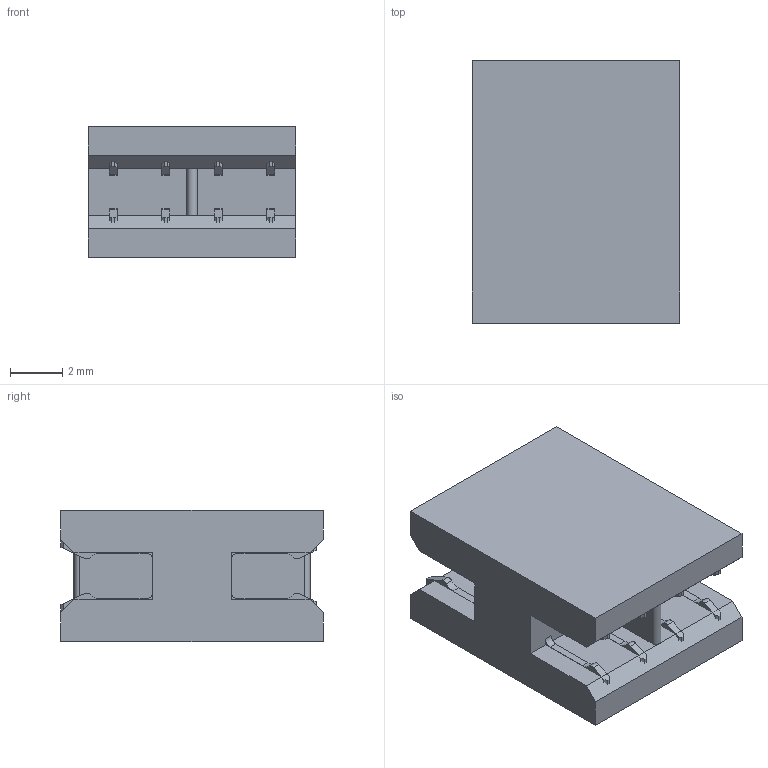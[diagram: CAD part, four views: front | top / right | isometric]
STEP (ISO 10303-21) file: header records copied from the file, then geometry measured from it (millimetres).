
FILE_DESCRIPTION(/* description */ ('STEP AP242','CAx-IF Rec.Pracs.---Representation and Presentation of Product Manufacturing Information (PMI)---4.0---2014-10-13','CAx-IF Rec.Pracs.---3D Tessellated Geometry---0.4---2014-09-14','2;1'),/* implementation_level */ '2;1');
FILE_NAME(/* name */ '009159008061911',/* time_stamp */ '2025-12-28T08:12:00+01:00',/* author */ ('License CC BY-ND 4.0'),/* organization */ ('CADENAS'),/* preprocessor_version */ 'ST-DEVELOPER v20',/* originating_system */ 'PARTsolutions',/* authorisation */ ' ');
FILE_SCHEMA (('AP242_MANAGED_MODEL_BASED_3D_ENGINEERING_MIM_LF { 1 0 10303 442 1 1 4 }'));
Length unit declared in the file: millimetre
Products named in the file (3): 009159008061911; 00-9159-008-0-61-9-1-1-b; 00-9159-008-0-61-9-1-1-c
Assembly tree (2 placements, depth 2):
  009159008061911
    00-9159-008-0-61-9-1-1-b
    00-9159-008-0-61-9-1-1-c
Bounding box: 7.9 x 10 x 5 mm (x, y, z)
Volume: 356.6 mm3; surface area: 625.2 mm2
Topology: 2 solids, 2 shells, 208 faces, 608 edges, 404 vertices
Faces by surface type: plane 157, cylinder 51
Entity records: 6914 total; most frequent: CARTESIAN_POINT 1223, ORIENTED_EDGE 1216, DIRECTION 1136, EDGE_CURVE 608, LINE 502, VECTOR 502, VERTEX_POINT 404, AXIS2_PLACEMENT_3D 317
